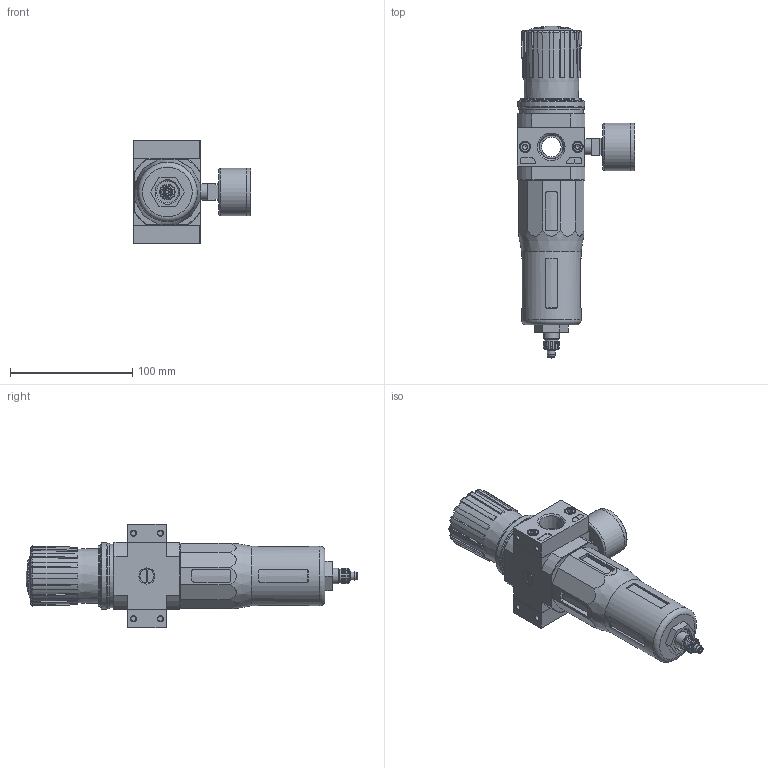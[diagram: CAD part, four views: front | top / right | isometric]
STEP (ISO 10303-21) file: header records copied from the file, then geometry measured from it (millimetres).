
FILE_DESCRIPTION(/* description */ ('STEP AP214'),/* implementation_level */ '2;1');
FILE_NAME(/* name */ '173792_LFR-1_2-D-5M-MIDI-NPT',/* time_stamp */ '2024-09-03T17:43:40+02:00',/* author */ ('License CC BY-ND 4.0'),/* organization */ ('CADENAS'),/* preprocessor_version */ 'ST-DEVELOPER v19.3',/* originating_system */ 'PARTsolutions',/* authorisation */ ' ');
FILE_SCHEMA (('AUTOMOTIVE_DESIGN {1 0 10303 214 3 1 1}'));
Length unit declared in the file: millimetre
Products named in the file (9): 173792 LFR-1/2-D-5M-MIDI-NPT---(0); 127310 LFR-D-5M-MIDI--(0); 8003639 PAGN-40-16-G14; 679804 PBL-1/2-D-MIDI-R-NPT--P1; DIN-912 - M5x18(F); 679803 PBL-1/2-D-MIDI-L-NPT--P1; 398012 LRVS-D-MINI; 373846 LR-MIDI; 648415 LF
Assembly tree (11 placements, depth 2):
  173792 LFR-1/2-D-5M-MIDI-NPT---(0)
    127310 LFR-D-5M-MIDI--(0)
    8003639 PAGN-40-16-G14
    679804 PBL-1/2-D-MIDI-R-NPT--P1
    DIN-912 - M5x18(F)  x4
    679803 PBL-1/2-D-MIDI-L-NPT--P1
    398012 LRVS-D-MINI
    373846 LR-MIDI
    648415 LF
Bounding box: 96.35 x 271.81 x 85 mm (x, y, z)
Volume: 584454.7 mm3; surface area: 83042.2 mm2
Topology: 11 solids, 12 shells, 653 faces, 1588 edges, 1012 vertices
Faces by surface type: plane 350, cylinder 137, cone 114, torus 47, sphere 5
Full cylindrical faces by diameter (mm): 3 x1, 4.134 x8, 5 x4, 5.6 x1, 6.3 x1, 6.4 x1, 6.8 x1, 7.1 x1, 8.5 x4, 8.7 x1, 9 x1, 9.6 x1, 11 x1, 11.2 x2, 11.445 x2, 12.6 x1, 13.157 x2, 16 x1, 18 x1, 24.9 x1, 26.4 x1, 29.7 x1, 30.8 x1, 38.7 x1, 39 x2, 48.7 x1, 50.16 x1, 50.376 x1, 52 x1, 53.5 x1
Entity records: 19346 total; most frequent: CARTESIAN_POINT 3812, DIRECTION 2714, ORIENTED_EDGE 2628, EDGE_CURVE 1314, AXIS2_PLACEMENT_3D 1079, VERTEX_POINT 913, FACE_BOUND 743, EDGE_LOOP 742
